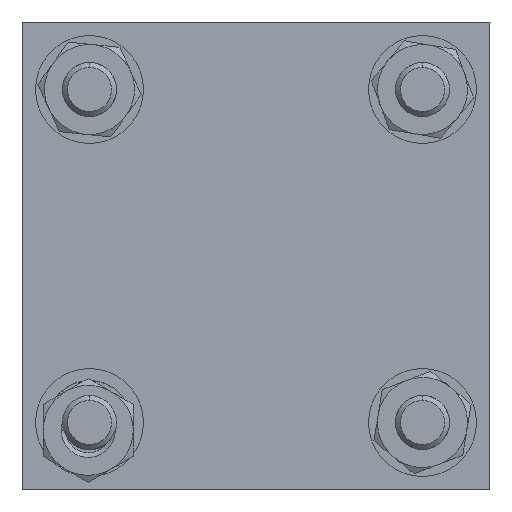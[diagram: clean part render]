
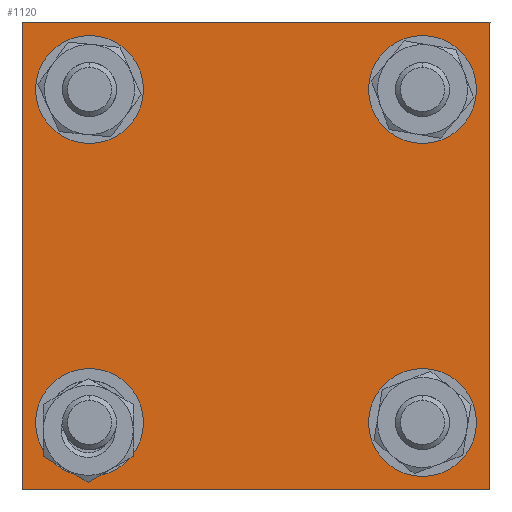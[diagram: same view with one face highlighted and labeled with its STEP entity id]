
A CAD part, front view. The second image highlights one B-rep face of the part: STEP entity #1120.
In plain terms, the highlighted planar face has unit normal (0, -1, 0).
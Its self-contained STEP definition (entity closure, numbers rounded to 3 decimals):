
#3 = CARTESIAN_POINT ( 'NONE',  ( -18.5, -2., 18.5 ) ) ;
#5 = DIRECTION ( 'NONE',  ( 0., 0., 1. ) ) ;
#20 = EDGE_CURVE ( 'NONE', #2032, #1945, #212, .T. ) ;
#38 = DIRECTION ( 'NONE',  ( 0., 0., -1. ) ) ;
#137 = EDGE_CURVE ( 'NONE', #4396, #1737, #421, .T. ) ;
#169 = PLANE ( 'NONE',  #683 ) ;
#205 = CIRCLE ( 'NONE', #684, 3.5 ) ;
#212 = CIRCLE ( 'NONE', #923, 3.5 ) ;
#245 = AXIS2_PLACEMENT_3D ( 'NONE', #3662, #3961, #4403 ) ;
#320 = CARTESIAN_POINT ( 'NONE',  ( 0., -2., 0. ) ) ;
#322 = AXIS2_PLACEMENT_3D ( 'NONE', #1156, #4789, #5 ) ;
#364 = DIRECTION ( 'NONE',  ( -1., 0., 0. ) ) ;
#398 = CARTESIAN_POINT ( 'NONE',  ( 18.5, -2., 18.5 ) ) ;
#421 = LINE ( 'NONE', #2987, #3520 ) ;
#448 = VERTEX_POINT ( 'NONE', #1736 ) ;
#500 = EDGE_CURVE ( 'NONE', #3314, #1316, #3820, .T. ) ;
#515 = AXIS2_PLACEMENT_3D ( 'NONE', #4318, #627, #2115 ) ;
#575 = CARTESIAN_POINT ( 'NONE',  ( 26., -2., 26. ) ) ;
#627 = DIRECTION ( 'NONE',  ( 0., 1., 0. ) ) ;
#633 = EDGE_CURVE ( 'NONE', #1112, #448, #205, .T. ) ;
#683 = AXIS2_PLACEMENT_3D ( 'NONE', #320, #3772, #3328 ) ;
#684 = AXIS2_PLACEMENT_3D ( 'NONE', #3, #3334, #1460 ) ;
#685 = CARTESIAN_POINT ( 'NONE',  ( 18.5, -2., 18.5 ) ) ;
#698 = FACE_BOUND ( 'NONE', #3525, .T. ) ;
#699 = VECTOR ( 'NONE', #3771, 1000. ) ;
#746 = FACE_BOUND ( 'NONE', #4295, .T. ) ;
#794 = CIRCLE ( 'NONE', #1429, 3.5 ) ;
#807 = EDGE_CURVE ( 'NONE', #931, #1716, #3893, .T. ) ;
#873 = ORIENTED_EDGE ( 'NONE', *, *, #20, .T. ) ;
#917 = DIRECTION ( 'NONE',  ( 0., 0., 1. ) ) ;
#923 = AXIS2_PLACEMENT_3D ( 'NONE', #685, #2845, #1049 ) ;
#931 = VERTEX_POINT ( 'NONE', #4211 ) ;
#932 = ORIENTED_EDGE ( 'NONE', *, *, #4607, .F. ) ;
#1049 = DIRECTION ( 'NONE',  ( 0., 0., 1. ) ) ;
#1056 = VERTEX_POINT ( 'NONE', #3637 ) ;
#1060 = FACE_BOUND ( 'NONE', #1559, .T. ) ;
#1073 = ORIENTED_EDGE ( 'NONE', *, *, #4447, .T. ) ;
#1079 = VERTEX_POINT ( 'NONE', #2883 ) ;
#1087 = CARTESIAN_POINT ( 'NONE',  ( 18.5, -2., 22. ) ) ;
#1112 = VERTEX_POINT ( 'NONE', #2238 ) ;
#1120 = ADVANCED_FACE ( 'NONE', ( #3028, #1060, #746, #698, #1477 ), #169, .T. ) ;
#1132 = EDGE_CURVE ( 'NONE', #1056, #4396, #3728, .T. ) ;
#1141 = EDGE_LOOP ( 'NONE', ( #932, #3309, #3144, #1684 ) ) ;
#1156 = CARTESIAN_POINT ( 'NONE',  ( -18.5, -2., 18.5 ) ) ;
#1316 = VERTEX_POINT ( 'NONE', #1563 ) ;
#1346 = CARTESIAN_POINT ( 'NONE',  ( 18.5, -2., -18.5 ) ) ;
#1369 = EDGE_LOOP ( 'NONE', ( #873, #2524 ) ) ;
#1379 = AXIS2_PLACEMENT_3D ( 'NONE', #4170, #2781, #917 ) ;
#1429 = AXIS2_PLACEMENT_3D ( 'NONE', #398, #2224, #2409 ) ;
#1460 = DIRECTION ( 'NONE',  ( 0., 0., 1. ) ) ;
#1477 = FACE_OUTER_BOUND ( 'NONE', #1141, .T. ) ;
#1517 = LINE ( 'NONE', #575, #3718 ) ;
#1559 = EDGE_LOOP ( 'NONE', ( #2840, #4626 ) ) ;
#1563 = CARTESIAN_POINT ( 'NONE',  ( -18.5, -2., -22. ) ) ;
#1613 = CARTESIAN_POINT ( 'NONE',  ( -18.5, -2., -15. ) ) ;
#1673 = ORIENTED_EDGE ( 'NONE', *, *, #807, .T. ) ;
#1684 = ORIENTED_EDGE ( 'NONE', *, *, #1132, .F. ) ;
#1716 = VERTEX_POINT ( 'NONE', #2981 ) ;
#1736 = CARTESIAN_POINT ( 'NONE',  ( -18.5, -2., 22. ) ) ;
#1737 = VERTEX_POINT ( 'NONE', #4062 ) ;
#1945 = VERTEX_POINT ( 'NONE', #4011 ) ;
#2032 = VERTEX_POINT ( 'NONE', #1087 ) ;
#2115 = DIRECTION ( 'NONE',  ( 0., 0., 1. ) ) ;
#2211 = CARTESIAN_POINT ( 'NONE',  ( -26., -2., 26. ) ) ;
#2224 = DIRECTION ( 'NONE',  ( 0., 1., 0. ) ) ;
#2238 = CARTESIAN_POINT ( 'NONE',  ( -18.5, -2., 15. ) ) ;
#2270 = ORIENTED_EDGE ( 'NONE', *, *, #500, .T. ) ;
#2280 = CIRCLE ( 'NONE', #322, 3.5 ) ;
#2317 = VECTOR ( 'NONE', #364, 1000. ) ;
#2409 = DIRECTION ( 'NONE',  ( 0., 0., 1. ) ) ;
#2479 = DIRECTION ( 'NONE',  ( 0., 0., 1. ) ) ;
#2524 = ORIENTED_EDGE ( 'NONE', *, *, #2975, .T. ) ;
#2525 = AXIS2_PLACEMENT_3D ( 'NONE', #1346, #3934, #2479 ) ;
#2594 = CIRCLE ( 'NONE', #245, 3.5 ) ;
#2629 = EDGE_CURVE ( 'NONE', #1737, #1079, #4077, .T. ) ;
#2781 = DIRECTION ( 'NONE',  ( 0., 1., 0. ) ) ;
#2840 = ORIENTED_EDGE ( 'NONE', *, *, #2884, .T. ) ;
#2845 = DIRECTION ( 'NONE',  ( 0., 1., 0. ) ) ;
#2883 = CARTESIAN_POINT ( 'NONE',  ( 26., -2., 26. ) ) ;
#2884 = EDGE_CURVE ( 'NONE', #448, #1112, #2280, .T. ) ;
#2975 = EDGE_CURVE ( 'NONE', #1945, #2032, #794, .T. ) ;
#2981 = CARTESIAN_POINT ( 'NONE',  ( 18.5, -2., -22. ) ) ;
#2987 = CARTESIAN_POINT ( 'NONE',  ( -26., -2., 26. ) ) ;
#3028 = FACE_BOUND ( 'NONE', #1369, .T. ) ;
#3038 = DIRECTION ( 'NONE',  ( 0., 0., 1. ) ) ;
#3144 = ORIENTED_EDGE ( 'NONE', *, *, #137, .F. ) ;
#3309 = ORIENTED_EDGE ( 'NONE', *, *, #2629, .F. ) ;
#3314 = VERTEX_POINT ( 'NONE', #1613 ) ;
#3328 = DIRECTION ( 'NONE',  ( 0., 0., -1. ) ) ;
#3334 = DIRECTION ( 'NONE',  ( 0., 1., 0. ) ) ;
#3520 = VECTOR ( 'NONE', #3038, 1000. ) ;
#3525 = EDGE_LOOP ( 'NONE', ( #1673, #1073 ) ) ;
#3637 = CARTESIAN_POINT ( 'NONE',  ( 26., -2., -26. ) ) ;
#3662 = CARTESIAN_POINT ( 'NONE',  ( -18.5, -2., -18.5 ) ) ;
#3718 = VECTOR ( 'NONE', #38, 1000. ) ;
#3728 = LINE ( 'NONE', #3748, #2317 ) ;
#3748 = CARTESIAN_POINT ( 'NONE',  ( -26., -2., -26. ) ) ;
#3771 = DIRECTION ( 'NONE',  ( 1., 0., 0. ) ) ;
#3772 = DIRECTION ( 'NONE',  ( 0., -1., 0. ) ) ;
#3820 = CIRCLE ( 'NONE', #515, 3.5 ) ;
#3893 = CIRCLE ( 'NONE', #1379, 3.5 ) ;
#3906 = ORIENTED_EDGE ( 'NONE', *, *, #4417, .T. ) ;
#3934 = DIRECTION ( 'NONE',  ( 0., 1., 0. ) ) ;
#3961 = DIRECTION ( 'NONE',  ( 0., 1., 0. ) ) ;
#4011 = CARTESIAN_POINT ( 'NONE',  ( 18.5, -2., 15. ) ) ;
#4014 = CIRCLE ( 'NONE', #2525, 3.5 ) ;
#4062 = CARTESIAN_POINT ( 'NONE',  ( -26., -2., 26. ) ) ;
#4077 = LINE ( 'NONE', #2211, #699 ) ;
#4170 = CARTESIAN_POINT ( 'NONE',  ( 18.5, -2., -18.5 ) ) ;
#4211 = CARTESIAN_POINT ( 'NONE',  ( 18.5, -2., -15. ) ) ;
#4295 = EDGE_LOOP ( 'NONE', ( #2270, #3906 ) ) ;
#4318 = CARTESIAN_POINT ( 'NONE',  ( -18.5, -2., -18.5 ) ) ;
#4396 = VERTEX_POINT ( 'NONE', #4706 ) ;
#4403 = DIRECTION ( 'NONE',  ( 0., 0., 1. ) ) ;
#4417 = EDGE_CURVE ( 'NONE', #1316, #3314, #2594, .T. ) ;
#4447 = EDGE_CURVE ( 'NONE', #1716, #931, #4014, .T. ) ;
#4607 = EDGE_CURVE ( 'NONE', #1079, #1056, #1517, .T. ) ;
#4626 = ORIENTED_EDGE ( 'NONE', *, *, #633, .T. ) ;
#4706 = CARTESIAN_POINT ( 'NONE',  ( -26., -2., -26. ) ) ;
#4789 = DIRECTION ( 'NONE',  ( 0., 1., 0. ) ) ;
